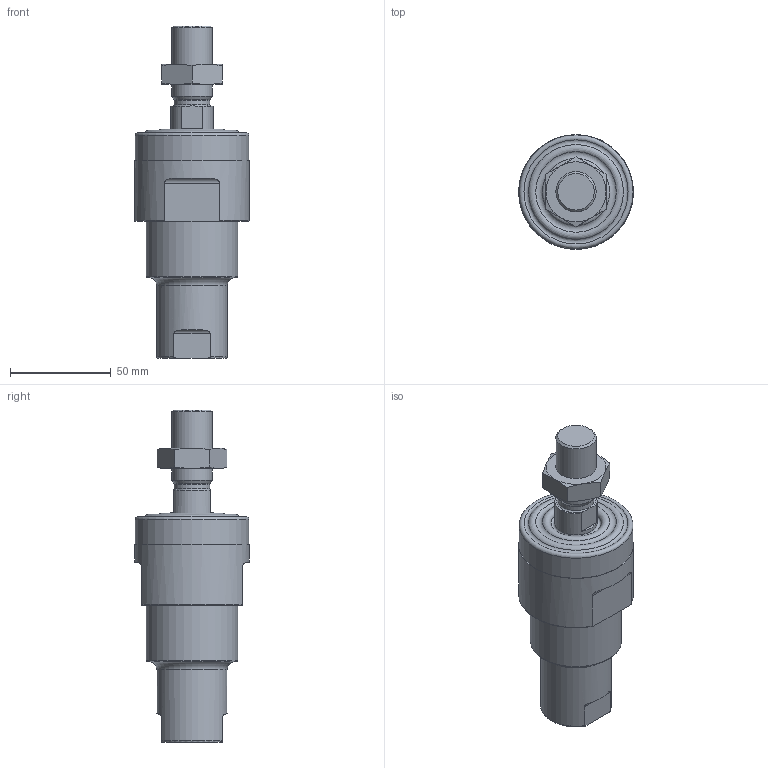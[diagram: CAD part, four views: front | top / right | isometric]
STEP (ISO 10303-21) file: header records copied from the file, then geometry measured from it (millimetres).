
FILE_DESCRIPTION(/* description */ ('STEP AP214'),/* implementation_level */ '2;1');
FILE_NAME(/* name */ '2545677_CRFK-M20X15',/* time_stamp */ '2024-08-08T07:03:43+02:00',/* author */ ('License CC BY-ND 4.0'),/* organization */ ('CADENAS'),/* preprocessor_version */ 'ST-DEVELOPER v19.3',/* originating_system */ 'PARTsolutions',/* authorisation */ ' ');
FILE_SCHEMA (('AUTOMOTIVE_DESIGN {1 0 10303 214 3 1 1}'));
Length unit declared in the file: millimetre
Products named in the file (3): 2545677 CRFK-M20x1,5; 2545677 CRFK-M20x1,5---(part); DIN-439-B - M20x1.5(F)
Assembly tree (2 placements, depth 2):
  2545677 CRFK-M20x1,5
    2545677 CRFK-M20x1,5---(part)
    DIN-439-B - M20x1.5(F)
Bounding box: 57 x 57 x 165 mm (x, y, z)
Volume: 202247.5 mm3; surface area: 29768.5 mm2
Topology: 2 solids, 2 shells, 62 faces, 145 edges, 90 vertices
Faces by surface type: plane 27, torus 14, cylinder 13, cone 8
Full cylindrical faces by diameter (mm): 17.7 x1, 18.376 x2, 20 x1, 21 x1, 35 x1, 45.5 x1, 56.6 x1, 57 x1
Entity records: 2095 total; most frequent: CARTESIAN_POINT 422, DIRECTION 260, ORIENTED_EDGE 226, EDGE_CURVE 113, AXIS2_PLACEMENT_3D 112, FACE_BOUND 95, EDGE_LOOP 94, VERTEX_POINT 86
